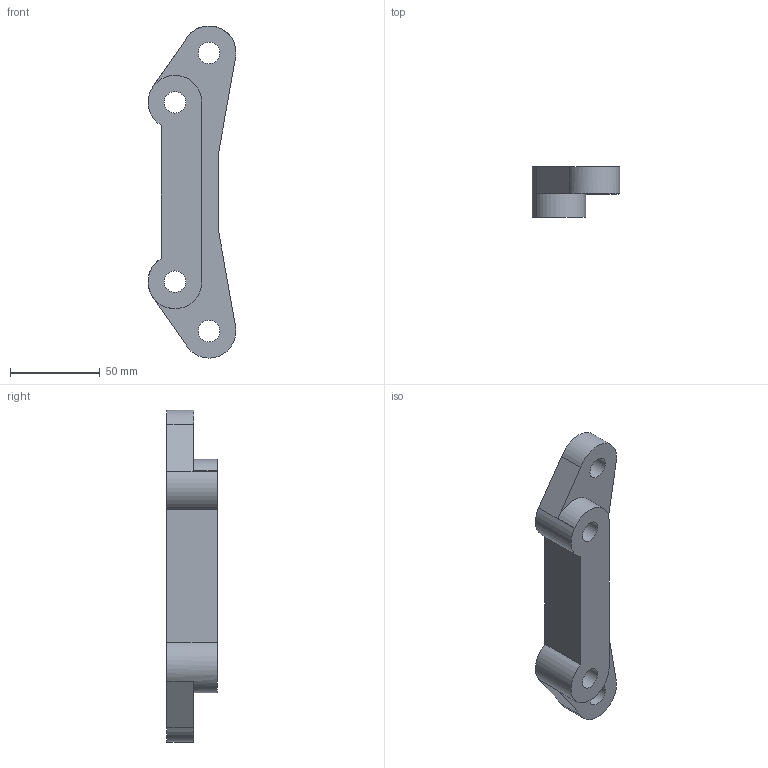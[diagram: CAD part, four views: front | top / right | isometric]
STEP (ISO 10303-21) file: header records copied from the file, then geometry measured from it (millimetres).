
FILE_DESCRIPTION(('HOOPS Exchange Step'),'2;1');
FILE_NAME('temp_export.step','2020-02-27T21:01:06+01:00',('mobile'),('Shapr3D Limited'),'HOOPS Exchange 2018.1','Shapr3D','Authorized');
FILE_SCHEMA( ('AP203_CONFIGURATION_CONTROLLED_3D_DESIGN_OF_MECHANICAL_PARTS_AND_ASSEMBLIES_MIM_LF') );
Length unit declared in the file: millimetre
Products named in the file (1): Corps 01
Bounding box: 49 x 28.1 x 185 mm (x, y, z)
Volume: 114452 mm3; surface area: 26614.1 mm2
Topology: 1 solids, 1 shells, 28 faces, 86 edges, 62 vertices
Faces by surface type: cylinder 14, plane 14
Full cylindrical faces by diameter (mm): 12 x4, 27 x2
Entity records: 1050 total; most frequent: CARTESIAN_POINT 195, DIRECTION 180, ORIENTED_EDGE 172, EDGE_CURVE 86, AXIS2_PLACEMENT_3D 71, VERTEX_POINT 62, CIRCLE 42, VECTOR 38
